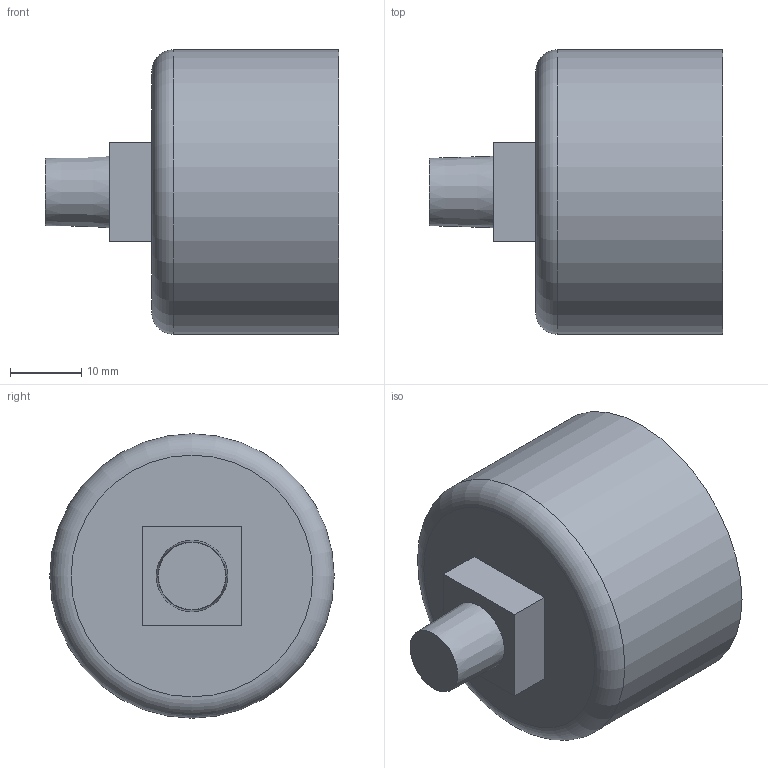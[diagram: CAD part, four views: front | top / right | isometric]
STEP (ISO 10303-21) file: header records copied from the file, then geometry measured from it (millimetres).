
FILE_DESCRIPTION(/* description */ ('Alibre Inc.'),/* implementation_level */ '2;1');
FILE_NAME(/* name */ 'export-612DB048-38D7-4AD5-99B8-076177EF9D1A',/* time_stamp */ '2022-06-14T12:23:53+02:00',/* author */ (''),/* organization */ (''),/* preprocessor_version */ 'ST-DEVELOPER v17',/* originating_system */ 'Alibre',/* authorisation */ '');
FILE_SCHEMA (('AUTOMOTIVE_DESIGN'));
Length unit declared in the file: millimetre
Products named in the file (1): _9700101
Bounding box: 41.3 x 40 x 40 mm (x, y, z)
Volume: 31690.7 mm3; surface area: 6714.8 mm2
Topology: 1 solids, 1 shells, 127 faces, 361 edges, 241 vertices
Faces by surface type: plane 93, cylinder 32, cone 1, torus 1
Full cylindrical faces by diameter (mm): 1.801 x1, 36 x1, 40 x1
Entity records: 4174 total; most frequent: CARTESIAN_POINT 726, ORIENTED_EDGE 722, DIRECTION 585, EDGE_CURVE 361, VECTOR 291, LINE 291, VERTEX_POINT 241, AXIS2_PLACEMENT_3D 194
